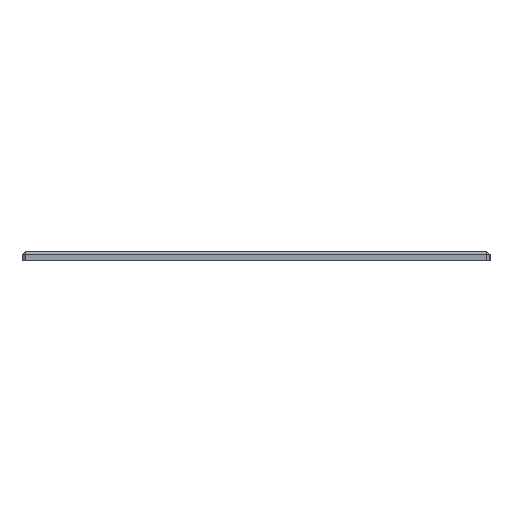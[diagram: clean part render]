
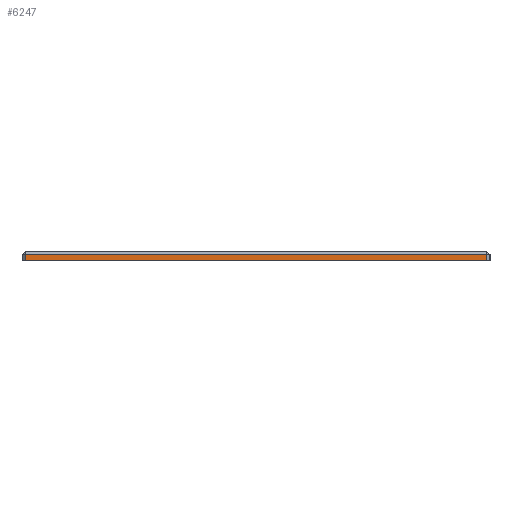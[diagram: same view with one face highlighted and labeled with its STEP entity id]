
A CAD part, left-side view. The second image highlights one B-rep face of the part: STEP entity #6247.
In plain terms, the highlighted planar face has unit normal (-1, 0, 0).
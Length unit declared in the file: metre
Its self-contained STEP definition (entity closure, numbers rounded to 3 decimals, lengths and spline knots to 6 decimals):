
#410=LINE('',#8949,#1042);
#411=LINE('',#8952,#1043);
#412=LINE('',#8954,#1044);
#413=LINE('',#8956,#1045);
#1042=VECTOR('',#7150,1.);
#1043=VECTOR('',#7151,1.);
#1044=VECTOR('',#7152,1.);
#1045=VECTOR('',#7153,1.);
#1818=ORIENTED_EDGE('',*,*,#3742,.T.);
#1819=ORIENTED_EDGE('',*,*,#3743,.T.);
#1820=ORIENTED_EDGE('',*,*,#3744,.T.);
#1821=ORIENTED_EDGE('',*,*,#3745,.T.);
#3742=EDGE_CURVE('',#4704,#4705,#410,.T.);
#3743=EDGE_CURVE('',#4705,#4706,#411,.T.);
#3744=EDGE_CURVE('',#4706,#4707,#412,.T.);
#3745=EDGE_CURVE('',#4707,#4704,#413,.T.);
#4704=VERTEX_POINT('',#8950);
#4705=VERTEX_POINT('',#8951);
#4706=VERTEX_POINT('',#8953);
#4707=VERTEX_POINT('',#8955);
#5323=EDGE_LOOP('',(#1818,#1819,#1820,#1821));
#5709=FACE_BOUND('',#5323,.T.);
#6071=PLANE('',#6645);
#6247=ADVANCED_FACE('',(#5709),#6071,.F.);
#6645=AXIS2_PLACEMENT_3D('',#8948,#7148,#7149);
#7148=DIRECTION('',(1.,0.,0.));
#7149=DIRECTION('',(0.,0.,-1.));
#7150=DIRECTION('',(0.,-1.,0.));
#7151=DIRECTION('',(0.,0.,1.));
#7152=DIRECTION('',(0.,1.,0.));
#7153=DIRECTION('',(0.,0.,-1.));
#8948=CARTESIAN_POINT('',(-0.051034,0.008735,0.0015));
#8949=CARTESIAN_POINT('',(-0.051034,0.008735,0.));
#8950=CARTESIAN_POINT('',(-0.051034,0.046735,0.));
#8951=CARTESIAN_POINT('',(-0.051034,-0.029265,0.));
#8952=CARTESIAN_POINT('',(-0.051034,-0.029265,0.0015));
#8953=CARTESIAN_POINT('',(-0.051034,-0.029265,0.001));
#8954=CARTESIAN_POINT('',(-0.051034,0.047235,0.001));
#8955=CARTESIAN_POINT('',(-0.051034,0.046735,0.001));
#8956=CARTESIAN_POINT('',(-0.051034,0.046735,0.));
